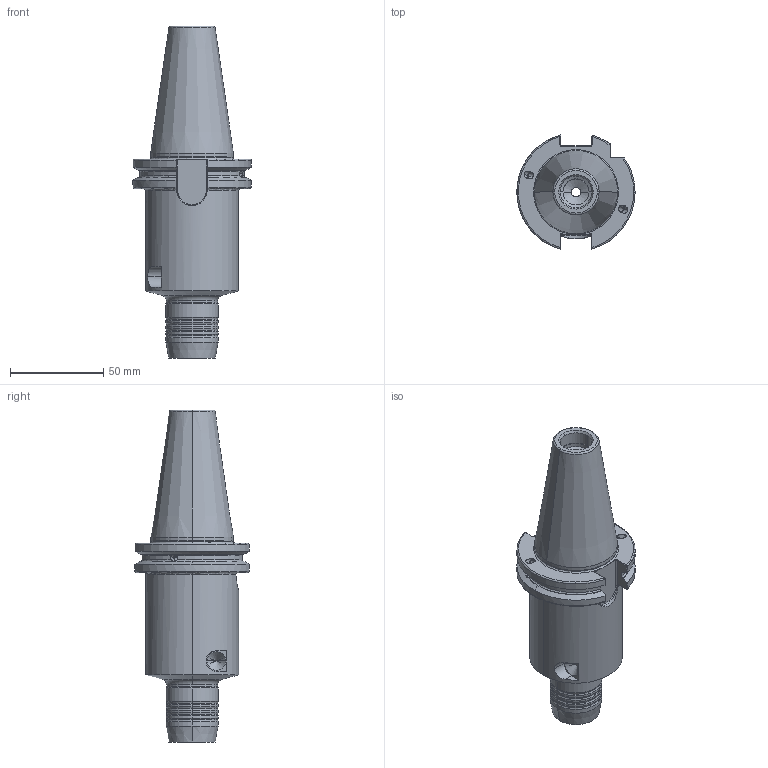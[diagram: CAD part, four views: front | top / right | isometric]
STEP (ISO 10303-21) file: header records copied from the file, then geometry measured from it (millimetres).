
FILE_DESCRIPTION (( 'STEP AP214' ), '1' );
FILE_NAME ('77.402.008 x110_step.STEP', '2022-06-23T06:10:56', ( '' ), ( '' ), 'SwSTEP 2.0', 'SolidWorks 2018', '' );
FILE_SCHEMA (( 'AUTOMOTIVE_DESIGN' ));
Length unit declared in the file: millimetre
Products named in the file (1): 77.402.008 x110_step
Bounding box: 63.5 x 61.28 x 178.25 mm (x, y, z)
Volume: 225545.8 mm3; surface area: 34279.3 mm2
Topology: 1 solids, 1 shells, 229 faces, 566 edges, 337 vertices
Faces by surface type: cylinder 68, torus 52, cone 47, plane 45, bspline 17
Entity records: 9588 total; most frequent: CARTESIAN_POINT 3811, ORIENTED_EDGE 1128, DIRECTION 1072, EDGE_CURVE 564, AXIS2_PLACEMENT_3D 449, VERTEX_POINT 337, EDGE_LOOP 239, CIRCLE 236
